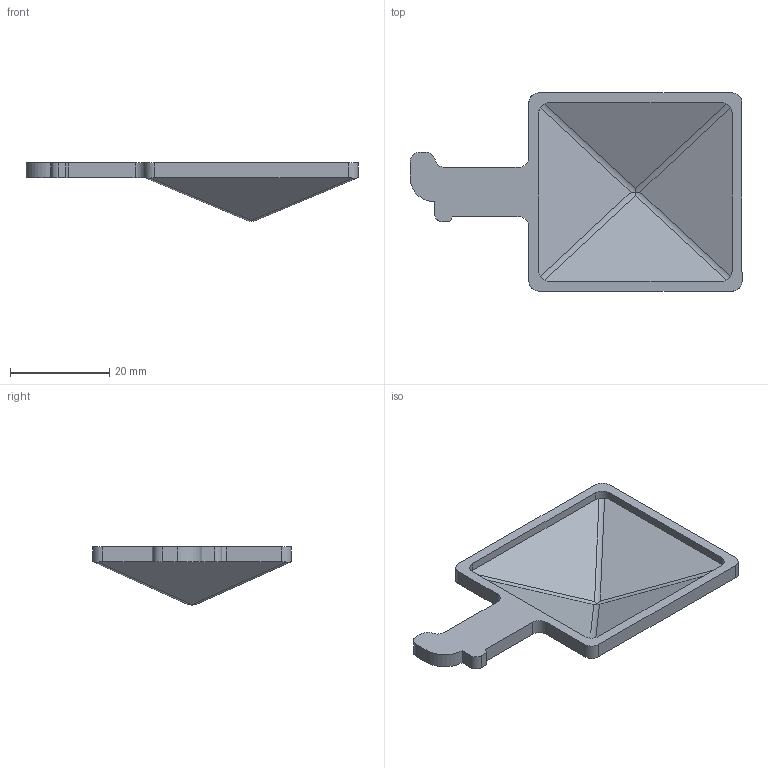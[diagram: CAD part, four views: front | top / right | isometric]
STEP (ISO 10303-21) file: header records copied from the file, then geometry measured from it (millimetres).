
FILE_DESCRIPTION(/* description */ (''),/* implementation_level */ '2;1');
FILE_NAME(/* name */ 'Aspa cuadrada_V4_x8.stp',/* time_stamp */ '2024-11-28T14:10:41Z',/* author */ ('patri'),/* organization */ (''),/* preprocessor_version */ 'ST-DEVELOPER v19.2',/* originating_system */ 'Autodesk Inventor 2024',/* authorisation */ '');
FILE_SCHEMA (('AUTOMOTIVE_DESIGN { 1 0 10303 214 3 1 1 }'));
Length unit declared in the file: millimetre
Products named in the file (1): aspa cuadrada2
Bounding box: 67 x 40 x 11.8 mm (x, y, z)
Volume: 4855.2 mm3; surface area: 5067.3 mm2
Topology: 1 solids, 1 shells, 52 faces, 138 edges, 89 vertices
Faces by surface type: plane 26, cylinder 24, sphere 2
Entity records: 1701 total; most frequent: CARTESIAN_POINT 336, DIRECTION 284, ORIENTED_EDGE 276, EDGE_CURVE 138, AXIS2_PLACEMENT_3D 101, VERTEX_POINT 89, LINE 82, VECTOR 82
